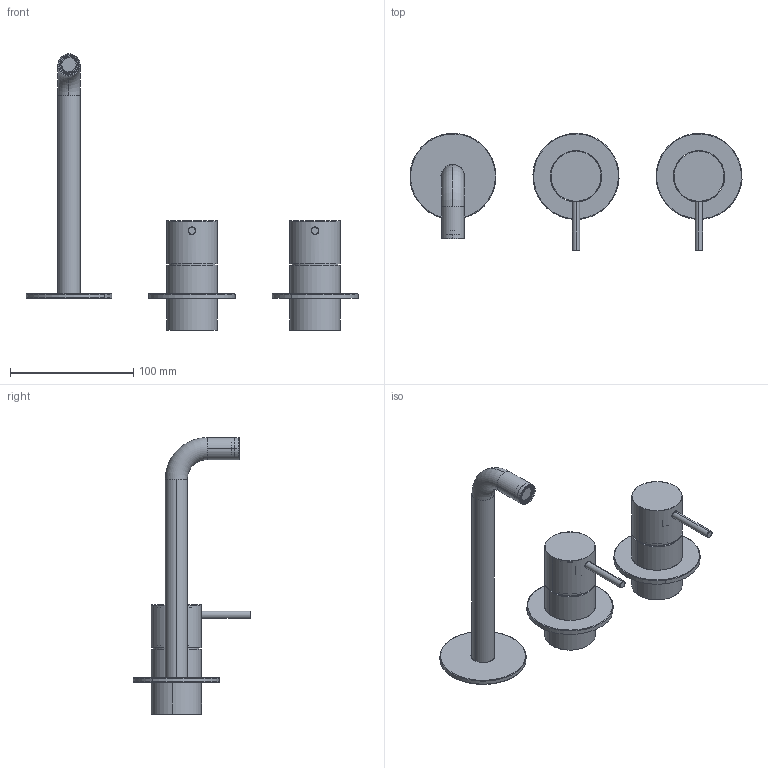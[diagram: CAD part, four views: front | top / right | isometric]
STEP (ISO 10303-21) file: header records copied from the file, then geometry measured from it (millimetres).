
FILE_DESCRIPTION (( 'STEP AP214' ), '1' );
FILE_NAME ('C35.0045 3D.STEP', '2023-01-19T11:00:00', ( '' ), ( '' ), 'SwSTEP 2.0', 'SolidWorks 2022', '' );
FILE_SCHEMA (( 'AUTOMOTIVE_DESIGN' ));
Length unit declared in the file: millimetre
Products named in the file (9): 0196-13-BICA_PAREDE__18R25_T1.675.19.STEP; 0039.015.00.STEP; C35.0045.STEP; 0044.000.23.STEP; 0110.003.00.STEP; C35.0045 3D; 011101102300; 0110.002.00.STEP; 0041.008.00.STEP
Assembly tree (12 placements, depth 3):
  C35.0045 3D
    C35.0045.STEP
      0110.002.00.STEP  x2
      0110.003.00.STEP  x2
      0039.015.00.STEP  x2
      0041.008.00.STEP
      0044.000.23.STEP  x2
      0196-13-BICA_PAREDE__18R25_T1.675.19.STEP
    011101102300
Bounding box: 269.85 x 95.46 x 225 mm (x, y, z)
Volume: 136610.6 mm3; surface area: 101380 mm2
Topology: 11 solids, 11 shells, 443 faces, 1096 edges, 697 vertices
Faces by surface type: plane 179, cylinder 158, cone 78, torus 28
Entity records: 9100 total; most frequent: CARTESIAN_POINT 1823, DIRECTION 1575, ORIENTED_EDGE 1382, EDGE_CURVE 691, AXIS2_PLACEMENT_3D 615, VERTEX_POINT 441, VECTOR 345, LINE 345
